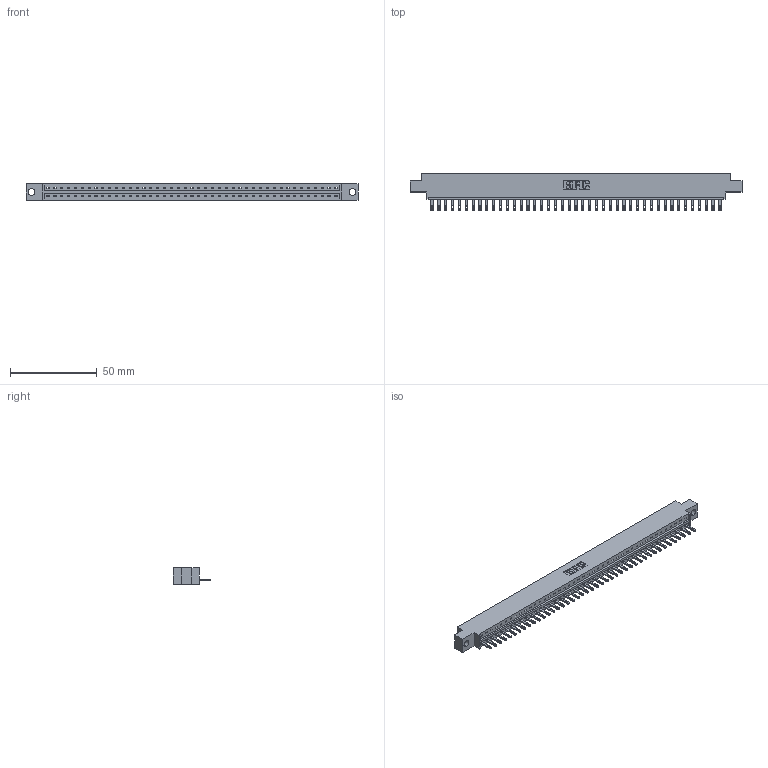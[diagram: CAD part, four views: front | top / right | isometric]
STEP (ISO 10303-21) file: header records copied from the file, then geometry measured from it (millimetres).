
FILE_DESCRIPTION (( 'STEP AP203' ), '1' );
FILE_NAME ('333-043-500-604.STEP', '2018-08-03T19:57:30', ( '' ), ( '' ), 'SwSTEP 2.0', 'SolidWorks 2016', '' );
FILE_SCHEMA (( 'CONFIG_CONTROL_DESIGN' ));
Length unit declared in the file: inch
Products named in the file (3): 333 Part_Offset - .156 Dia - TH; 345-292-001_345-293-100; 333-043-500-604
Assembly tree (44 placements, depth 2):
  333-043-500-604
    333 Part_Offset - .156 Dia - TH
    345-292-001_345-293-100  x43
Bounding box: 191.92 x 21.85 x 9.4 mm (x, y, z)
Volume: 19032.4 mm3; surface area: 20697.1 mm2
Topology: 44 solids, 44 shells, 2440 faces, 7547 edges, 5030 vertices
Faces by surface type: plane 1622, cylinder 818
Entity records: 26223 total; most frequent: CARTESIAN_POINT 4531, ORIENTED_EDGE 4510, DIRECTION 3821, EDGE_CURVE 2255, VECTOR 2123, LINE 2123, VERTEX_POINT 1502, AXIS2_PLACEMENT_3D 849
